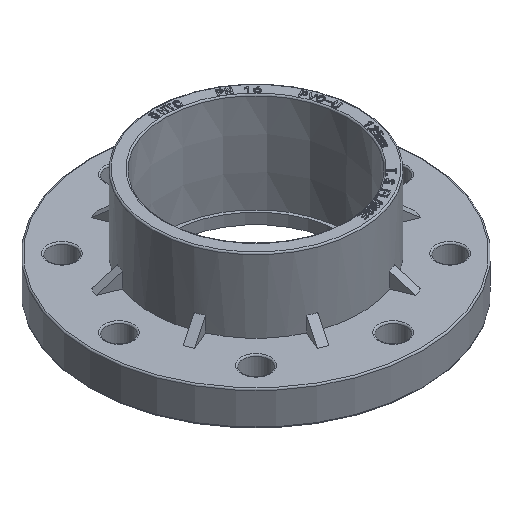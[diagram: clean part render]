
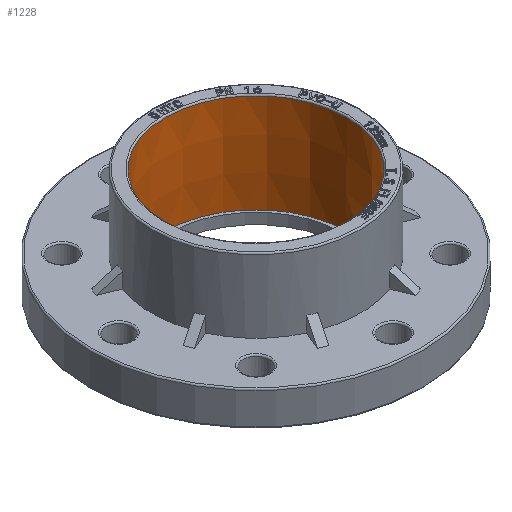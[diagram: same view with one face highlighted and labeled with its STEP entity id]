
A CAD part, isometric view. The second image highlights one B-rep face of the part: STEP entity #1228.
In plain terms, the highlighted conical face has half-angle 0.374 degrees and reference radius 62.85 mm.
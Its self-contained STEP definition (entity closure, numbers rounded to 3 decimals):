
#131=CONICAL_SURFACE('',#18847,62.85,0.374);
#1228=ADVANCED_FACE('',(#5365,#5366),#131,.F.);
#3232=CIRCLE('',#18844,62.4);
#3233=CIRCLE('',#18846,62.844);
#5365=FACE_BOUND('',#5525,.T.);
#5366=FACE_BOUND('',#5526,.T.);
#5525=EDGE_LOOP('',(#7479));
#5526=EDGE_LOOP('',(#7480));
#7479=ORIENTED_EDGE('',*,*,#15096,.T.);
#7480=ORIENTED_EDGE('',*,*,#15095,.T.);
#13168=VERTEX_POINT('',#28782);
#13169=VERTEX_POINT('',#28785);
#15095=EDGE_CURVE('',#13168,#13168,#3232,.T.);
#15096=EDGE_CURVE('',#13169,#13169,#3233,.T.);
#18844=AXIS2_PLACEMENT_3D('',#28781,#20394,#20395);
#18846=AXIS2_PLACEMENT_3D('',#28784,#20398,#20399);
#18847=AXIS2_PLACEMENT_3D('',#28786,#20400,#20401);
#20394=DIRECTION('',(0.,0.,-1.));
#20395=DIRECTION('',(1.,0.,0.));
#20398=DIRECTION('',(0.,0.,1.));
#20399=DIRECTION('',(1.,0.,0.));
#20400=DIRECTION('',(0.,0.,1.));
#20401=DIRECTION('',(1.,0.,0.));
#28781=CARTESIAN_POINT('',(0.,0.,6.));
#28782=CARTESIAN_POINT('',(62.4,0.,6.));
#28784=CARTESIAN_POINT('',(0.,0.,74.007));
#28785=CARTESIAN_POINT('',(62.844,0.,74.007));
#28786=CARTESIAN_POINT('',(0.,0.,75.));
